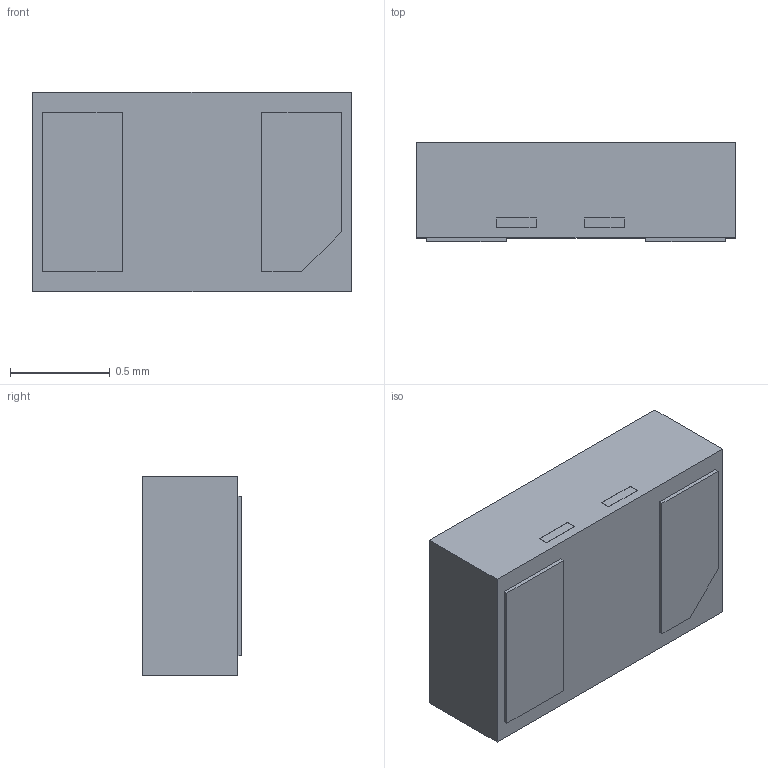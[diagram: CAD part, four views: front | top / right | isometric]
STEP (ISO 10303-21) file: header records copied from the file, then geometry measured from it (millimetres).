
FILE_DESCRIPTION (( 'STEP AP214' ), '1' );
FILE_NAME ('SC1105-01UTG.STEP', '2024-04-04T09:38:14', ( '' ), ( '' ), 'SwSTEP 2.0', 'SolidWorks 2024', '' );
FILE_SCHEMA (( 'AUTOMOTIVE_DESIGN' ));
Length unit declared in the file: millimetre
Products named in the file (1): SC1105-01UTG
Bounding box: 1.6 x 0.5 x 1 mm (x, y, z)
Volume: 0.8 mm3; surface area: 7 mm2
Topology: 3 solids, 3 shells, 39 faces, 87 edges, 58 vertices
Faces by surface type: plane 39
Entity records: 1531 total; most frequent: CARTESIAN_POINT 185, ORIENTED_EDGE 174, DIRECTION 167, VECTOR 87, LINE 87, EDGE_CURVE 87, VERTEX_POINT 58, UNCERTAINTY_MEASURE_WITH_UNIT 43
